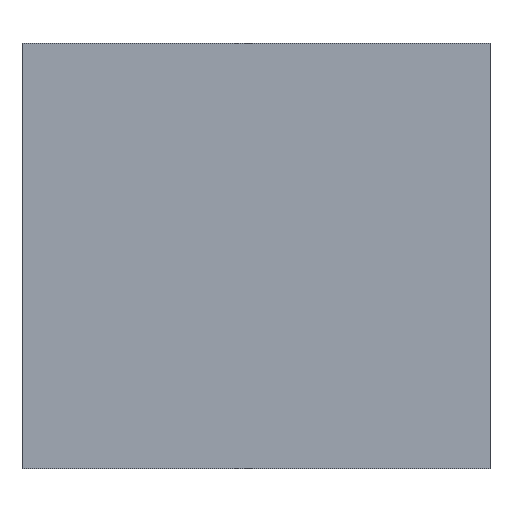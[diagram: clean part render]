
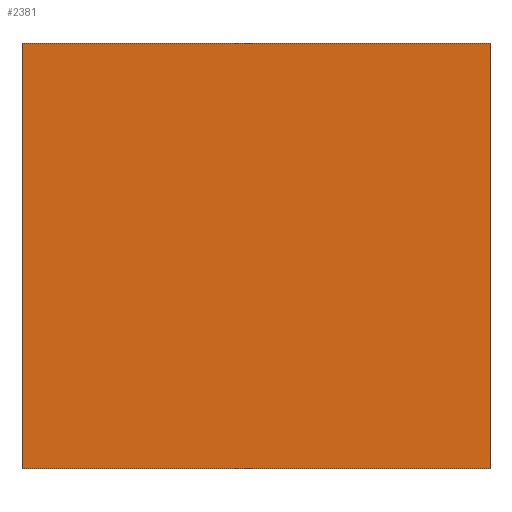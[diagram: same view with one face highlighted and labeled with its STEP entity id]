
A CAD part, top view. The second image highlights one B-rep face of the part: STEP entity #2381.
In plain terms, the highlighted face is planar.
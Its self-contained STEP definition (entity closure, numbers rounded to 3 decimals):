
#836=DIRECTION('',(0.,0.,1.));
#837=VECTOR('',#836,2.);
#838=CARTESIAN_POINT('',(-1.1,0.775,-1.));
#839=LINE('',#838,#837);
#843=DIRECTION('',(-1.,0.,0.));
#844=VECTOR('',#843,2.2);
#845=CARTESIAN_POINT('',(1.1,0.775,-1.));
#846=LINE('',#845,#844);
#850=DIRECTION('',(0.,0.,-1.));
#851=VECTOR('',#850,2.);
#852=CARTESIAN_POINT('',(1.1,0.775,1.));
#853=LINE('',#852,#851);
#857=DIRECTION('',(1.,0.,0.));
#858=VECTOR('',#857,2.2);
#859=CARTESIAN_POINT('',(-1.1,0.775,1.));
#860=LINE('',#859,#858);
#1740=CARTESIAN_POINT('',(-1.1,0.775,-1.));
#1741=CARTESIAN_POINT('',(-1.1,0.775,1.));
#1742=VERTEX_POINT('',#1740);
#1743=VERTEX_POINT('',#1741);
#1744=CARTESIAN_POINT('',(1.1,0.775,1.));
#1745=VERTEX_POINT('',#1744);
#1746=CARTESIAN_POINT('',(1.1,0.775,-1.));
#1747=VERTEX_POINT('',#1746);
#2370=CARTESIAN_POINT('',(0.,0.775,0.));
#2371=DIRECTION('',(0.,1.,0.));
#2372=DIRECTION('',(1.,0.,0.));
#2373=AXIS2_PLACEMENT_3D('',#2370,#2371,#2372);
#2374=PLANE('',#2373);
#2375=ORIENTED_EDGE('',*,*,#2172,.F.);
#2376=ORIENTED_EDGE('',*,*,#2222,.F.);
#2377=ORIENTED_EDGE('',*,*,#2276,.F.);
#2378=ORIENTED_EDGE('',*,*,#2324,.F.);
#2379=EDGE_LOOP('',(#2375,#2376,#2377,#2378));
#2380=FACE_OUTER_BOUND('',#2379,.F.);
#2381=ADVANCED_FACE('',(#2380),#2374,.T.);
#2172=EDGE_CURVE('',#1742,#1743,#839,.T.);
#2222=EDGE_CURVE('',#1747,#1742,#846,.T.);
#2276=EDGE_CURVE('',#1745,#1747,#853,.T.);
#2324=EDGE_CURVE('',#1743,#1745,#860,.T.);
